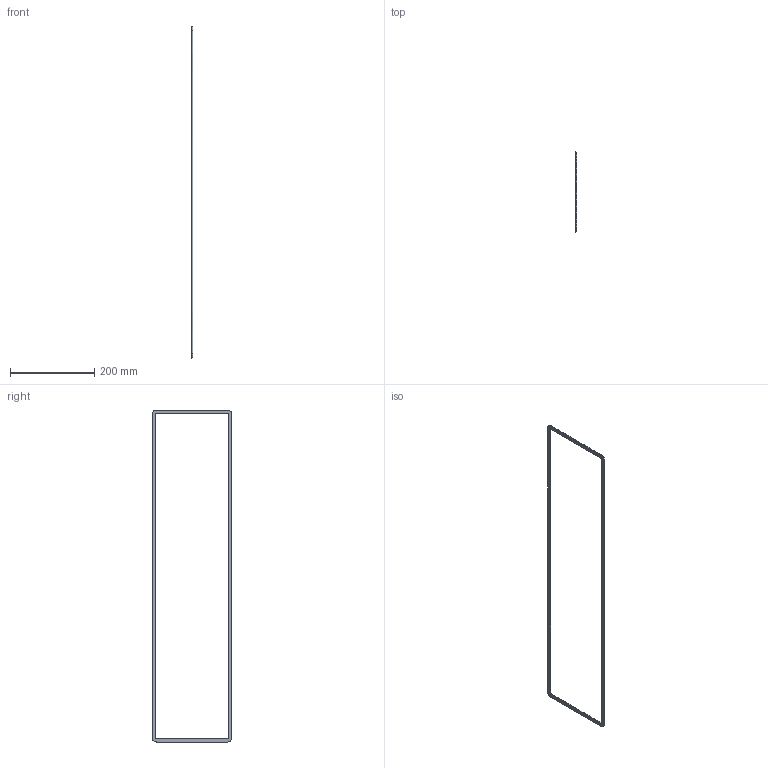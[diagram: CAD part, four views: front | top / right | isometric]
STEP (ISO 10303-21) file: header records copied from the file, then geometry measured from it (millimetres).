
FILE_DESCRIPTION(('Open CASCADE Model'),'2;1');
FILE_NAME('Open CASCADE Shape Model','2021-04-08T10:47:37',('Author'),( 'Open CASCADE'),'Open CASCADE STEP processor 7.4','Open CASCADE 7.4' ,'Unknown');
FILE_SCHEMA(('CONFIG_CONTROL_DESIGN'));
Length unit declared in the file: millimetre
Products named in the file (1): STB_DOOR_GASKET_STB208012_1 100
Bounding box: 4 x 190.4 x 790.4 mm (x, y, z)
Volume: 54156.8 mm3; surface area: 42832.4 mm2
Topology: 1 solids, 1 shells, 9 faces, 24 edges, 16 vertices
Faces by surface type: extrusion 4, bspline 4, plane 1
Entity records: 798 total; most frequent: CARTESIAN_POINT 330, DIRECTION 56, VECTOR 52, ORIENTED_EDGE 48, LINE 48, PCURVE 48, DEFINITIONAL_REPRESENTATION 48, EDGE_CURVE 24
